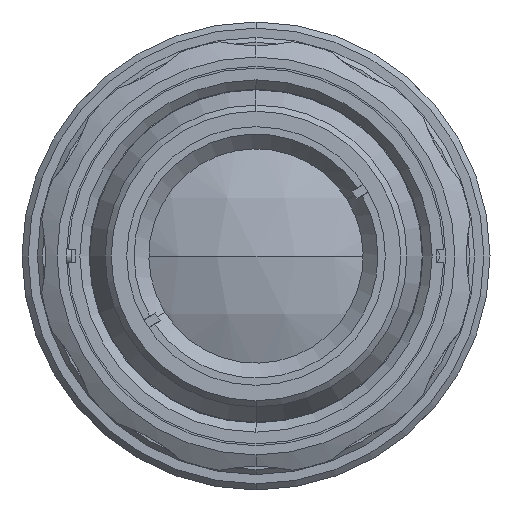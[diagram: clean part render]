
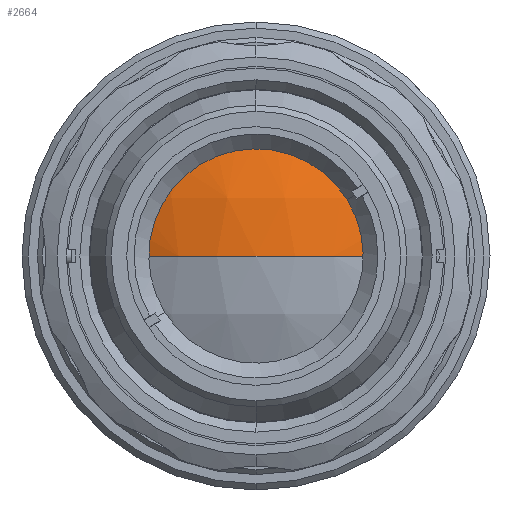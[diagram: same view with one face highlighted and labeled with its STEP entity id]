
A CAD part, left-side view. The second image highlights one B-rep face of the part: STEP entity #2664.
In plain terms, the highlighted spherical face has radius 42.95 mm.
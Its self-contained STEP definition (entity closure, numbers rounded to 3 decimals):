
#3 = SPHERICAL_SURFACE ( 'NONE', #2171, 42.95 ) ;
#129 = CARTESIAN_POINT ( 'NONE',  ( -197.54, 0., 0. ) ) ;
#222 = EDGE_LOOP ( 'NONE', ( #1888, #4448, #3518 ) ) ;
#355 = FACE_OUTER_BOUND ( 'NONE', #222, .T. ) ;
#464 = CIRCLE ( 'NONE', #982, 42.95 ) ;
#866 = EDGE_CURVE ( 'NONE', #3455, #2578, #3720, .T. ) ;
#873 = CARTESIAN_POINT ( 'NONE',  ( -236.301, 18.5, 0. ) ) ;
#982 = AXIS2_PLACEMENT_3D ( 'NONE', #129, #2230, #4309 ) ;
#1064 = CIRCLE ( 'NONE', #4451, 18.5 ) ;
#1289 = CARTESIAN_POINT ( 'NONE',  ( -236.301, 0., 0. ) ) ;
#1364 = DIRECTION ( 'NONE',  ( -1., 0., 0. ) ) ;
#1508 = AXIS2_PLACEMENT_3D ( 'NONE', #4152, #4127, #1364 ) ;
#1730 = DIRECTION ( 'NONE',  ( 0., 0., 1. ) ) ;
#1888 = ORIENTED_EDGE ( 'NONE', *, *, #866, .F. ) ;
#2136 = VERTEX_POINT ( 'NONE', #2304 ) ;
#2171 = AXIS2_PLACEMENT_3D ( 'NONE', #3876, #1730, #2430 ) ;
#2230 = DIRECTION ( 'NONE',  ( 0., 0., 1. ) ) ;
#2304 = CARTESIAN_POINT ( 'NONE',  ( -236.301, -18.5, 0. ) ) ;
#2430 = DIRECTION ( 'NONE',  ( 0., 1., 0. ) ) ;
#2435 = EDGE_CURVE ( 'NONE', #3455, #2136, #464, .T. ) ;
#2578 = VERTEX_POINT ( 'NONE', #873 ) ;
#2664 = ADVANCED_FACE ( 'NONE', ( #355 ), #3, .T. ) ;
#2697 = DIRECTION ( 'NONE',  ( 1., 0., 0. ) ) ;
#3455 = VERTEX_POINT ( 'NONE', #4016 ) ;
#3518 = ORIENTED_EDGE ( 'NONE', *, *, #3732, .F. ) ;
#3720 = CIRCLE ( 'NONE', #1508, 42.95 ) ;
#3732 = EDGE_CURVE ( 'NONE', #2578, #2136, #1064, .T. ) ;
#3876 = CARTESIAN_POINT ( 'NONE',  ( -197.54, 0., 0. ) ) ;
#4016 = CARTESIAN_POINT ( 'NONE',  ( -240.49, 0., 0. ) ) ;
#4100 = DIRECTION ( 'NONE',  ( 0., 0., -1. ) ) ;
#4127 = DIRECTION ( 'NONE',  ( 0., 0., -1. ) ) ;
#4152 = CARTESIAN_POINT ( 'NONE',  ( -197.54, 0., 0. ) ) ;
#4309 = DIRECTION ( 'NONE',  ( 0., -1., 0. ) ) ;
#4448 = ORIENTED_EDGE ( 'NONE', *, *, #2435, .T. ) ;
#4451 = AXIS2_PLACEMENT_3D ( 'NONE', #1289, #2697, #4100 ) ;
